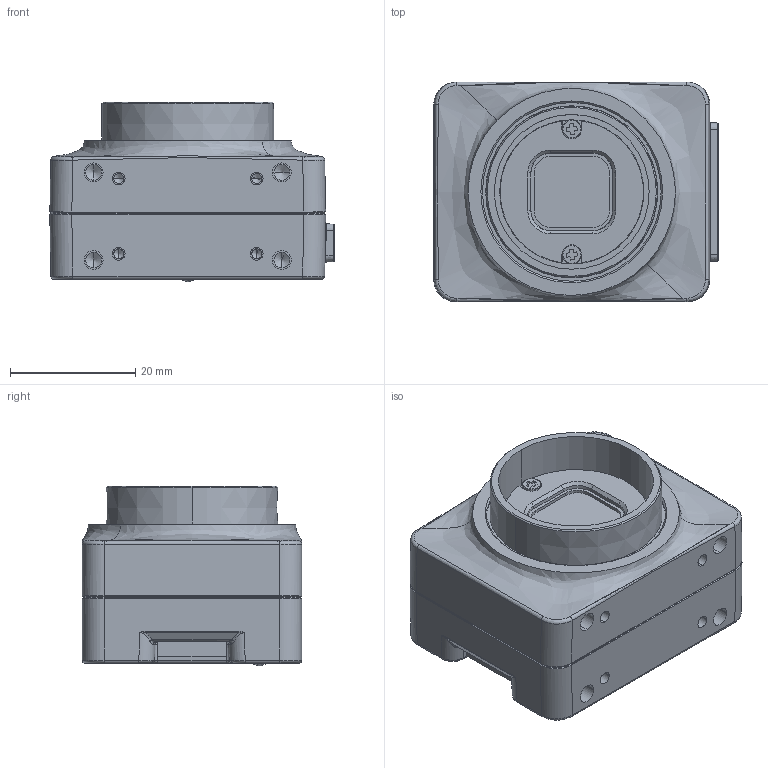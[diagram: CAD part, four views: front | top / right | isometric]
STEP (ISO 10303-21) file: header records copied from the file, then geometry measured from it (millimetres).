
FILE_DESCRIPTION (( 'STEP AP203' ), '1' );
FILE_NAME ('CM3-001-R0.STEP', '2014-12-11T23:11:54', ( '' ), ( '' ), 'SwSTEP 2.0', 'SolidWorks 2014', '' );
FILE_SCHEMA (( 'CONFIG_CONTROL_DESIGN' ));
Length unit declared in the file: millimetre
Products named in the file (1): CM3-001-R0
Bounding box: 45.35 x 35 x 28.67 mm (x, y, z)
Volume: 31832.5 mm3; surface area: 8736.9 mm2
Topology: 1 solids, 1 shells, 515 faces, 1273 edges, 788 vertices
Faces by surface type: plane 208, cylinder 146, cone 83, bspline 57, torus 21
Entity records: 19306 total; most frequent: CARTESIAN_POINT 7313, ORIENTED_EDGE 2474, DIRECTION 2465, EDGE_CURVE 1237, AXIS2_PLACEMENT_3D 897, VERTEX_POINT 788, VECTOR 671, LINE 671
